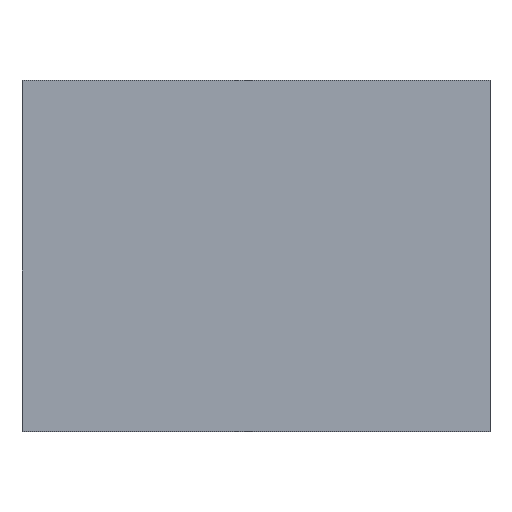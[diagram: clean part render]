
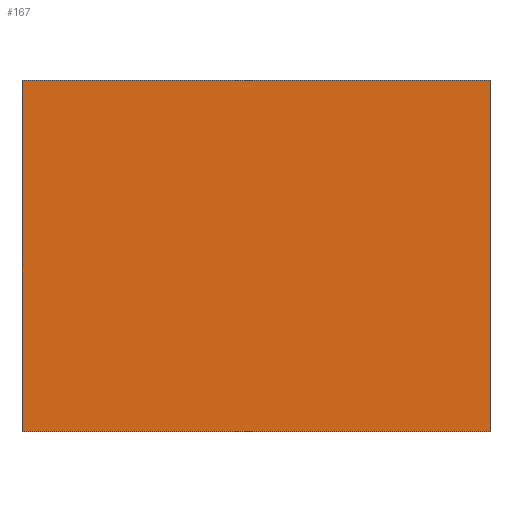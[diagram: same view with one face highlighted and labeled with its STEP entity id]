
A CAD part, top view. The second image highlights one B-rep face of the part: STEP entity #167.
In plain terms, the highlighted planar face has unit normal (0, 0, 1).
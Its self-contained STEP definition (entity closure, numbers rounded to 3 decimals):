
#159=AXIS2_PLACEMENT_3D('Plane Axis2P3D',#156,#157,#158) ;
#41=CARTESIAN_POINT('Vertex',(0.,60.,0.)) ;
#46=CARTESIAN_POINT('Line Origine',(0.,30.,0.)) ;
#50=CARTESIAN_POINT('Vertex',(0.,0.,0.)) ;
#77=CARTESIAN_POINT('Line Origine',(-40.,0.,0.)) ;
#81=CARTESIAN_POINT('Vertex',(-80.,0.,0.)) ;
#108=CARTESIAN_POINT('Line Origine',(-80.,30.,0.)) ;
#112=CARTESIAN_POINT('Vertex',(-80.,60.,0.)) ;
#139=CARTESIAN_POINT('Line Origine',(-40.,60.,0.)) ;
#156=CARTESIAN_POINT('Axis2P3D Location',(0.,0.,0.)) ;
#47=DIRECTION('Vector Direction',(0.,-1.,0.)) ;
#78=DIRECTION('Vector Direction',(1.,0.,0.)) ;
#109=DIRECTION('Vector Direction',(0.,1.,0.)) ;
#140=DIRECTION('Vector Direction',(-1.,0.,0.)) ;
#157=DIRECTION('Axis2P3D Direction',(0.,0.,-1.)) ;
#158=DIRECTION('Axis2P3D XDirection',(-1.,0.,0.)) ;
#48=VECTOR('Line Direction',#47,1.) ;
#79=VECTOR('Line Direction',#78,1.) ;
#110=VECTOR('Line Direction',#109,1.) ;
#141=VECTOR('Line Direction',#140,1.) ;
#162=ORIENTED_EDGE('',*,*,#143,.F.) ;
#163=ORIENTED_EDGE('',*,*,#114,.F.) ;
#164=ORIENTED_EDGE('',*,*,#83,.F.) ;
#165=ORIENTED_EDGE('',*,*,#52,.F.) ;
#167=ADVANCED_FACE('RECTANGLE_ARR_SOUD',(#166),#160,.F.) ;
#52=EDGE_CURVE('',#42,#51,#49,.T.) ;
#83=EDGE_CURVE('',#51,#82,#80,.F.) ;
#114=EDGE_CURVE('',#82,#113,#111,.T.) ;
#143=EDGE_CURVE('',#113,#42,#142,.F.) ;
#161=EDGE_LOOP('',(#162,#163,#164,#165)) ;
#166=FACE_OUTER_BOUND('',#161,.T.) ;
#49=LINE('Line',#46,#48) ;
#80=LINE('Line',#77,#79) ;
#111=LINE('Line',#108,#110) ;
#142=LINE('Line',#139,#141) ;
#160=PLANE('Plane',#159) ;
#42=VERTEX_POINT('',#41) ;
#51=VERTEX_POINT('',#50) ;
#82=VERTEX_POINT('',#81) ;
#113=VERTEX_POINT('',#112) ;
